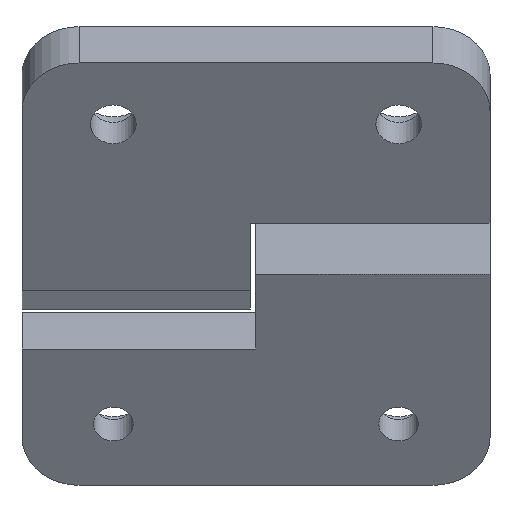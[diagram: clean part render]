
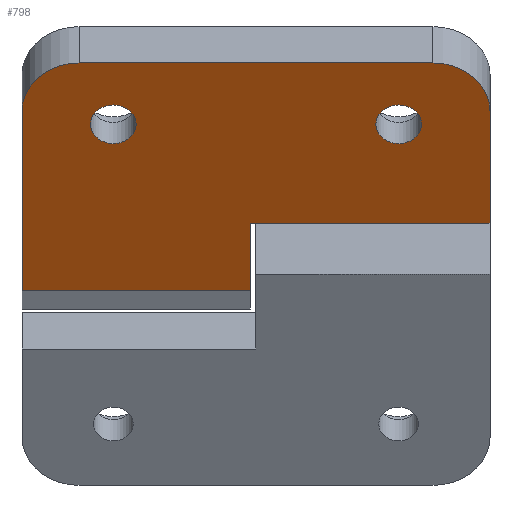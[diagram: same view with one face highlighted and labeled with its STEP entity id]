
A CAD part, left-side view. The second image highlights one B-rep face of the part: STEP entity #798.
In plain terms, the highlighted planar face has unit normal (-0.847, 0, -0.531).
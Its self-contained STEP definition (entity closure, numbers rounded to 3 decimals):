
#23=FACE_BOUND('',#162,.T.);
#24=FACE_BOUND('',#163,.T.);
#34=CIRCLE('',#829,5.);
#38=CIRCLE('',#836,5.);
#50=CIRCLE('',#859,2.);
#51=CIRCLE('',#861,2.);
#110=FACE_OUTER_BOUND('',#161,.T.);
#161=EDGE_LOOP('',(#631,#632,#633,#634,#635,#636,#637,#638));
#162=EDGE_LOOP('',(#639));
#163=EDGE_LOOP('',(#640));
#195=LINE('',#1152,#269);
#201=LINE('',#1164,#275);
#211=LINE('',#1194,#285);
#227=LINE('',#1257,#301);
#230=LINE('',#1261,#304);
#231=LINE('',#1263,#305);
#269=VECTOR('',#911,10.);
#275=VECTOR('',#921,10.);
#285=VECTOR('',#947,10.);
#301=VECTOR('',#1019,10.);
#304=VECTOR('',#1024,10.);
#305=VECTOR('',#1027,10.);
#343=VERTEX_POINT('',#1149);
#344=VERTEX_POINT('',#1151);
#348=VERTEX_POINT('',#1163);
#351=VERTEX_POINT('',#1171);
#360=VERTEX_POINT('',#1193);
#361=VERTEX_POINT('',#1197);
#376=VERTEX_POINT('',#1247);
#377=VERTEX_POINT('',#1251);
#378=VERTEX_POINT('',#1255);
#379=VERTEX_POINT('',#1256);
#417=EDGE_CURVE('',#343,#344,#195,.T.);
#423=EDGE_CURVE('',#348,#344,#201,.T.);
#427=EDGE_CURVE('',#348,#351,#34,.T.);
#438=EDGE_CURVE('',#360,#351,#211,.T.);
#440=EDGE_CURVE('',#360,#361,#38,.T.);
#465=EDGE_CURVE('',#376,#376,#50,.T.);
#467=EDGE_CURVE('',#377,#377,#51,.T.);
#468=EDGE_CURVE('',#378,#379,#227,.T.);
#471=EDGE_CURVE('',#379,#361,#230,.T.);
#472=EDGE_CURVE('',#343,#378,#231,.T.);
#631=ORIENTED_EDGE('',*,*,#417,.F.);
#632=ORIENTED_EDGE('',*,*,#472,.T.);
#633=ORIENTED_EDGE('',*,*,#468,.T.);
#634=ORIENTED_EDGE('',*,*,#471,.T.);
#635=ORIENTED_EDGE('',*,*,#440,.F.);
#636=ORIENTED_EDGE('',*,*,#438,.T.);
#637=ORIENTED_EDGE('',*,*,#427,.F.);
#638=ORIENTED_EDGE('',*,*,#423,.T.);
#639=ORIENTED_EDGE('',*,*,#467,.F.);
#640=ORIENTED_EDGE('',*,*,#465,.F.);
#762=PLANE('',#865);
#798=ADVANCED_FACE('',(#110,#23,#24),#762,.F.);
#829=AXIS2_PLACEMENT_3D('',#1172,#928,#929);
#836=AXIS2_PLACEMENT_3D('',#1198,#951,#952);
#859=AXIS2_PLACEMENT_3D('',#1249,#1010,#1011);
#861=AXIS2_PLACEMENT_3D('',#1253,#1015,#1016);
#865=AXIS2_PLACEMENT_3D('',#1264,#1028,#1029);
#911=DIRECTION('',(0.,1.,0.));
#921=DIRECTION('',(0.531,0.,-0.847));
#928=DIRECTION('center_axis',(0.847,0.,0.531));
#929=DIRECTION('ref_axis',(-0.376,0.707,0.599));
#947=DIRECTION('',(0.,1.,0.));
#951=DIRECTION('center_axis',(0.847,0.,0.531));
#952=DIRECTION('ref_axis',(-0.376,-0.707,0.599));
#1010=DIRECTION('center_axis',(-0.847,0.,
-0.531));
#1011=DIRECTION('ref_axis',(0.,1.,0.));
#1015=DIRECTION('center_axis',(-0.847,0.,
-0.531));
#1016=DIRECTION('ref_axis',(0.,1.,0.));
#1019=DIRECTION('',(0.,-1.,0.));
#1024=DIRECTION('',(-0.531,0.,0.847));
#1027=DIRECTION('',(-0.531,0.,0.847));
#1028=DIRECTION('center_axis',(0.847,0.,0.531));
#1029=DIRECTION('ref_axis',(0.,1.,0.));
#1149=CARTESIAN_POINT('',(156.814,45.5,300.637));
#1151=CARTESIAN_POINT('',(156.814,65.5,300.637));
#1152=CARTESIAN_POINT('',(156.814,45.25,300.637));
#1163=CARTESIAN_POINT('',(146.939,65.5,316.376));
#1164=CARTESIAN_POINT('',(144.282,65.5,320.611));
#1171=CARTESIAN_POINT('',(144.282,60.5,320.611));
#1172=CARTESIAN_POINT('Origin',(146.939,60.5,316.376));
#1193=CARTESIAN_POINT('',(144.282,29.5,320.611));
#1194=CARTESIAN_POINT('',(144.282,24.5,320.611));
#1197=CARTESIAN_POINT('',(146.939,24.5,316.376));
#1198=CARTESIAN_POINT('Origin',(146.939,29.5,316.376));
#1247=CARTESIAN_POINT('',(147.652,30.5,315.24));
#1249=CARTESIAN_POINT('Origin',(147.652,32.5,315.24));
#1251=CARTESIAN_POINT('',(147.652,55.5,315.24));
#1253=CARTESIAN_POINT('Origin',(147.652,57.5,315.24));
#1255=CARTESIAN_POINT('',(153.093,45.5,306.567));
#1256=CARTESIAN_POINT('',(153.093,24.5,306.567));
#1257=CARTESIAN_POINT('',(153.093,45.5,306.567));
#1261=CARTESIAN_POINT('',(159.471,24.5,296.402));
#1263=CARTESIAN_POINT('',(159.471,45.5,296.402));
#1264=CARTESIAN_POINT('Origin',(151.876,45.,308.506));
